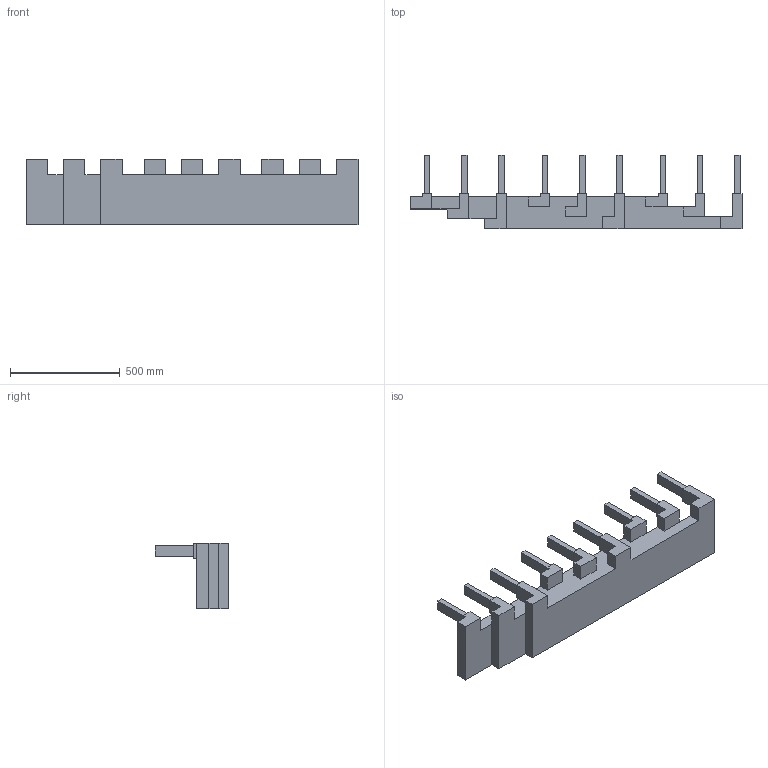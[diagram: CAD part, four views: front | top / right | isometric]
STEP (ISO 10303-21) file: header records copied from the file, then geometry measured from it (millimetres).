
FILE_DESCRIPTION((' '),'2;1');
FILE_NAME('KT7-45-DB-54-3_3D.stp','2012-04-03T16:32:48',(' '),(' '),' ','ACIS',' ');
FILE_SCHEMA(('CONFIG_CONTROL_DESIGN'));
Length unit declared in the file: millimetre
Products named in the file (1): KT7-45-DB-54-3_3D.stp
Bounding box: 1515 x 335 x 297.5 mm (x, y, z)
Volume: 46183112.5 mm3; surface area: 1626090 mm2
Topology: 1 solids, 1 shells, 118 faces, 307 edges, 200 vertices
Faces by surface type: plane 118
Entity records: 3626 total; most frequent: CARTESIAN_POINT 626, ORIENTED_EDGE 614, DIRECTION 545, VECTOR 307, LINE 307, EDGE_CURVE 307, VERTEX_POINT 200, EDGE_LOOP 127
